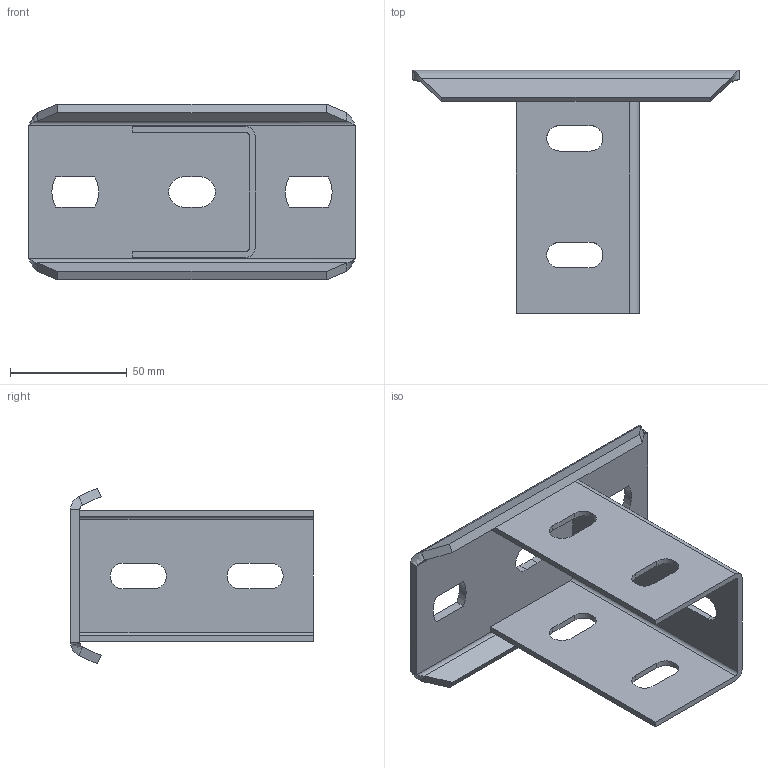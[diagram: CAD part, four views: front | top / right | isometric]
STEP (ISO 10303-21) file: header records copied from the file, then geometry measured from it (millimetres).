
FILE_DESCRIPTION((''),'2;1');
FILE_NAME('KUS5NOK_ASM','2013-07-11T',('AndreasKeweloh'),(''),'PRO/ENGINEER BY PARAMETRIC TECHNOLOGY CORPORATION, 2012360','PRO/ENGINEER BY PARAMETRIC TECHNOLOGY CORPORATION, 2012360','');
FILE_SCHEMA(('CONFIG_CONTROL_DESIGN'));
Length unit declared in the file: millimetre
Products named in the file (3): KUS5K; KUS5NOK_TEIL2; KUS5NOK_ASM
Assembly tree (2 placements, depth 2):
  KUS5NOK_ASM
    KUS5K
    KUS5NOK_TEIL2
Bounding box: 140 x 104 x 75.3 mm (x, y, z)
Volume: 77550.1 mm3; surface area: 53774.7 mm2
Topology: 2 solids, 2 shells, 72 faces, 188 edges, 120 vertices
Faces by surface type: plane 42, cylinder 26, bspline 4
Entity records: 2432 total; most frequent: CARTESIAN_POINT 533, ORIENTED_EDGE 376, DIRECTION 370, EDGE_CURVE 188, VECTOR 136, LINE 136, VERTEX_POINT 120, AXIS2_PLACEMENT_3D 117
